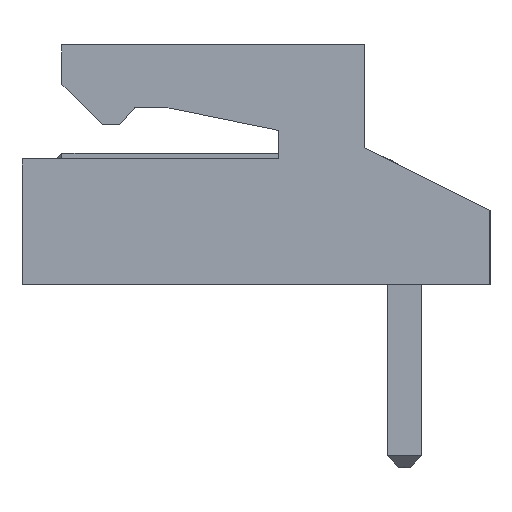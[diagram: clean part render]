
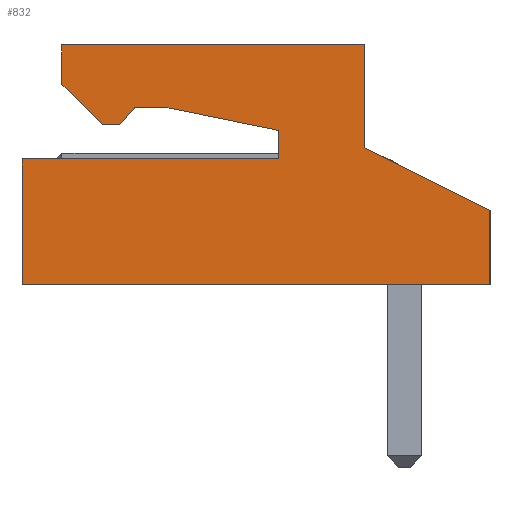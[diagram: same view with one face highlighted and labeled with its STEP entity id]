
A CAD part, left-side view. The second image highlights one B-rep face of the part: STEP entity #832.
In plain terms, the highlighted face is planar.
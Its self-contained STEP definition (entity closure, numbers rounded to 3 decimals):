
#157 = LINE ( 'NONE', #2106, #4132 ) ;
#245 = ORIENTED_EDGE ( 'NONE', *, *, #6699, .F. ) ;
#504 = CARTESIAN_POINT ( 'NONE',  ( 2.5, 4.2, 0.7 ) ) ;
#553 = CARTESIAN_POINT ( 'NONE',  ( 2.5, 3.1, 4.721 ) ) ;
#832 = ADVANCED_FACE ( 'NONE', ( #6197 ), #6088, .F. ) ;
#848 = EDGE_CURVE ( 'NONE', #5498, #7429, #9006, .T. ) ;
#1151 = VERTEX_POINT ( 'NONE', #9199 ) ;
#1156 = LINE ( 'NONE', #2034, #4949 ) ;
#1158 = CARTESIAN_POINT ( 'NONE',  ( 2.5, 1.3, -1.5 ) ) ;
#1174 = DIRECTION ( 'NONE',  ( 0., -0.447, -0.894 ) ) ;
#1280 = LINE ( 'NONE', #9832, #7784 ) ;
#1340 = ORIENTED_EDGE ( 'NONE', *, *, #9251, .F. ) ;
#1455 = VECTOR ( 'NONE', #10394, 1000. ) ;
#1505 = DIRECTION ( 'NONE',  ( 0., 1., 0. ) ) ;
#1895 = CARTESIAN_POINT ( 'NONE',  ( 2.5, 0., 6.7 ) ) ;
#1945 = EDGE_CURVE ( 'NONE', #9018, #2802, #5892, .T. ) ;
#1955 = ORIENTED_EDGE ( 'NONE', *, *, #7680, .F. ) ;
#2014 = ORIENTED_EDGE ( 'NONE', *, *, #8868, .F. ) ;
#2034 = CARTESIAN_POINT ( 'NONE',  ( 2.5, 4.2, 6.7 ) ) ;
#2046 = LINE ( 'NONE', #2941, #10484 ) ;
#2106 = CARTESIAN_POINT ( 'NONE',  ( 2.5, 2.4, 0.7 ) ) ;
#2175 = CARTESIAN_POINT ( 'NONE',  ( 2.5, 3.5, 6. ) ) ;
#2179 = EDGE_CURVE ( 'NONE', #2237, #2334, #3598, .T. ) ;
#2237 = VERTEX_POINT ( 'NONE', #8031 ) ;
#2334 = VERTEX_POINT ( 'NONE', #4297 ) ;
#2369 = CARTESIAN_POINT ( 'NONE',  ( 2.5, 0., -1.5 ) ) ;
#2575 = CARTESIAN_POINT ( 'NONE',  ( 2.5, 0., 6.7 ) ) ;
#2697 = ORIENTED_EDGE ( 'NONE', *, *, #8978, .T. ) ;
#2802 = VERTEX_POINT ( 'NONE', #4212 ) ;
#2941 = CARTESIAN_POINT ( 'NONE',  ( 2.5, 0., 0.7 ) ) ;
#2962 = VERTEX_POINT ( 'NONE', #6247 ) ;
#3007 = CARTESIAN_POINT ( 'NONE',  ( 2.5, 2.2, 6.7 ) ) ;
#3206 = DIRECTION ( 'NONE',  ( 0., 0., -1. ) ) ;
#3333 = CARTESIAN_POINT ( 'NONE',  ( 2.5, 2.8, 4.986 ) ) ;
#3598 = LINE ( 'NONE', #6980, #1455 ) ;
#3626 = ORIENTED_EDGE ( 'NONE', *, *, #10189, .F. ) ;
#4056 = ORIENTED_EDGE ( 'NONE', *, *, #10146, .F. ) ;
#4132 = VECTOR ( 'NONE', #1174, 1000. ) ;
#4212 = CARTESIAN_POINT ( 'NONE',  ( 2.5, 2.8, 5.286 ) ) ;
#4222 = VECTOR ( 'NONE', #6130, 1000. ) ;
#4225 = DIRECTION ( 'NONE',  ( 0., 0., 1. ) ) ;
#4250 = CARTESIAN_POINT ( 'NONE',  ( 2.5, 3.1, 4.16 ) ) ;
#4297 = CARTESIAN_POINT ( 'NONE',  ( 2.5, 2.7, 2.2 ) ) ;
#4485 = VERTEX_POINT ( 'NONE', #2369 ) ;
#4631 = ORIENTED_EDGE ( 'NONE', *, *, #10644, .F. ) ;
#4692 = VECTOR ( 'NONE', #9016, 1000. ) ;
#4848 = CARTESIAN_POINT ( 'NONE',  ( 2.5, 2.4, 0.7 ) ) ;
#4949 = VECTOR ( 'NONE', #9433, 1000. ) ;
#5056 = DIRECTION ( 'NONE',  ( 0., 1., 0. ) ) ;
#5097 = VECTOR ( 'NONE', #10760, 1000. ) ;
#5210 = ORIENTED_EDGE ( 'NONE', *, *, #6359, .T. ) ;
#5352 = VERTEX_POINT ( 'NONE', #504 ) ;
#5399 = DIRECTION ( 'NONE',  ( 0., 1., 0. ) ) ;
#5498 = VERTEX_POINT ( 'NONE', #4250 ) ;
#5747 = DIRECTION ( 'NONE',  ( 0., 0., 1. ) ) ;
#5892 = LINE ( 'NONE', #9302, #8885 ) ;
#6063 = ORIENTED_EDGE ( 'NONE', *, *, #9953, .F. ) ;
#6088 = PLANE ( 'NONE',  #7235 ) ;
#6130 = DIRECTION ( 'NONE',  ( 0., -1., 0. ) ) ;
#6197 = FACE_OUTER_BOUND ( 'NONE', #7782, .T. ) ;
#6210 = LINE ( 'NONE', #8572, #8819 ) ;
#6247 = CARTESIAN_POINT ( 'NONE',  ( 2.5, 0., 6.7 ) ) ;
#6319 = LINE ( 'NONE', #8152, #4692 ) ;
#6359 = EDGE_CURVE ( 'NONE', #9963, #5352, #2046, .T. ) ;
#6458 = VECTOR ( 'NONE', #5056, 1000. ) ;
#6519 = ORIENTED_EDGE ( 'NONE', *, *, #848, .F. ) ;
#6699 = EDGE_CURVE ( 'NONE', #9173, #5352, #1156, .T. ) ;
#6778 = LINE ( 'NONE', #2575, #6458 ) ;
#6980 = CARTESIAN_POINT ( 'NONE',  ( 2.5, 2.2, 2.2 ) ) ;
#7144 = LINE ( 'NONE', #8185, #5097 ) ;
#7156 = CARTESIAN_POINT ( 'NONE',  ( 2.5, 4.2, 6. ) ) ;
#7235 = AXIS2_PLACEMENT_3D ( 'NONE', #1895, #7720, #10401 ) ;
#7429 = VERTEX_POINT ( 'NONE', #10993 ) ;
#7680 = EDGE_CURVE ( 'NONE', #2334, #5498, #8237, .T. ) ;
#7720 = DIRECTION ( 'NONE',  ( -1., 0., 0. ) ) ;
#7721 = VECTOR ( 'NONE', #3206, 1000. ) ;
#7782 = EDGE_LOOP ( 'NONE', ( #245, #6063, #2014, #8044, #3626, #6519, #1955, #10389, #1340, #10869, #2697, #4056, #4631, #5210 ) ) ;
#7784 = VECTOR ( 'NONE', #1505, 1000. ) ;
#8031 = CARTESIAN_POINT ( 'NONE',  ( 2.5, 2.2, 2.2 ) ) ;
#8044 = ORIENTED_EDGE ( 'NONE', *, *, #1945, .F. ) ;
#8152 = CARTESIAN_POINT ( 'NONE',  ( 2.5, 0., 6.7 ) ) ;
#8185 = CARTESIAN_POINT ( 'NONE',  ( 2.5, 2.8, 4.986 ) ) ;
#8237 = LINE ( 'NONE', #8870, #9805 ) ;
#8572 = CARTESIAN_POINT ( 'NONE',  ( 2.5, 3.5, 6. ) ) ;
#8581 = EDGE_CURVE ( 'NONE', #2962, #9743, #6778, .T. ) ;
#8627 = DIRECTION ( 'NONE',  ( 0., 0.7, 0.714 ) ) ;
#8819 = VECTOR ( 'NONE', #8627, 1000. ) ;
#8868 = EDGE_CURVE ( 'NONE', #2802, #9598, #6210, .T. ) ;
#8870 = CARTESIAN_POINT ( 'NONE',  ( 2.5, 2.7, 2.2 ) ) ;
#8885 = VECTOR ( 'NONE', #4225, 1000. ) ;
#8978 = EDGE_CURVE ( 'NONE', #2962, #4485, #6319, .T. ) ;
#9006 = LINE ( 'NONE', #553, #10085 ) ;
#9016 = DIRECTION ( 'NONE',  ( 0., 0., -1. ) ) ;
#9018 = VERTEX_POINT ( 'NONE', #3333 ) ;
#9173 = VERTEX_POINT ( 'NONE', #7156 ) ;
#9199 = CARTESIAN_POINT ( 'NONE',  ( 2.5, 1.3, -1.5 ) ) ;
#9251 = EDGE_CURVE ( 'NONE', #9743, #2237, #9419, .T. ) ;
#9302 = CARTESIAN_POINT ( 'NONE',  ( 2.5, 2.8, 5.286 ) ) ;
#9419 = LINE ( 'NONE', #9990, #7721 ) ;
#9433 = DIRECTION ( 'NONE',  ( 0., 0., -1. ) ) ;
#9598 = VERTEX_POINT ( 'NONE', #2175 ) ;
#9715 = DIRECTION ( 'NONE',  ( 0., 0.2, 0.98 ) ) ;
#9743 = VERTEX_POINT ( 'NONE', #3007 ) ;
#9805 = VECTOR ( 'NONE', #9715, 1000. ) ;
#9832 = CARTESIAN_POINT ( 'NONE',  ( 2.5, 4.2, 6. ) ) ;
#9953 = EDGE_CURVE ( 'NONE', #9598, #9173, #1280, .T. ) ;
#9963 = VERTEX_POINT ( 'NONE', #4848 ) ;
#9990 = CARTESIAN_POINT ( 'NONE',  ( 2.5, 2.2, 6.7 ) ) ;
#10085 = VECTOR ( 'NONE', #5747, 1000. ) ;
#10146 = EDGE_CURVE ( 'NONE', #1151, #4485, #10439, .T. ) ;
#10189 = EDGE_CURVE ( 'NONE', #7429, #9018, #7144, .T. ) ;
#10389 = ORIENTED_EDGE ( 'NONE', *, *, #2179, .F. ) ;
#10394 = DIRECTION ( 'NONE',  ( 0., 1., 0. ) ) ;
#10401 = DIRECTION ( 'NONE',  ( 0., -1., 0. ) ) ;
#10439 = LINE ( 'NONE', #1158, #4222 ) ;
#10484 = VECTOR ( 'NONE', #5399, 1000. ) ;
#10644 = EDGE_CURVE ( 'NONE', #9963, #1151, #157, .T. ) ;
#10760 = DIRECTION ( 'NONE',  ( 0., -0.75, 0.661 ) ) ;
#10869 = ORIENTED_EDGE ( 'NONE', *, *, #8581, .F. ) ;
#10993 = CARTESIAN_POINT ( 'NONE',  ( 2.5, 3.1, 4.721 ) ) ;
